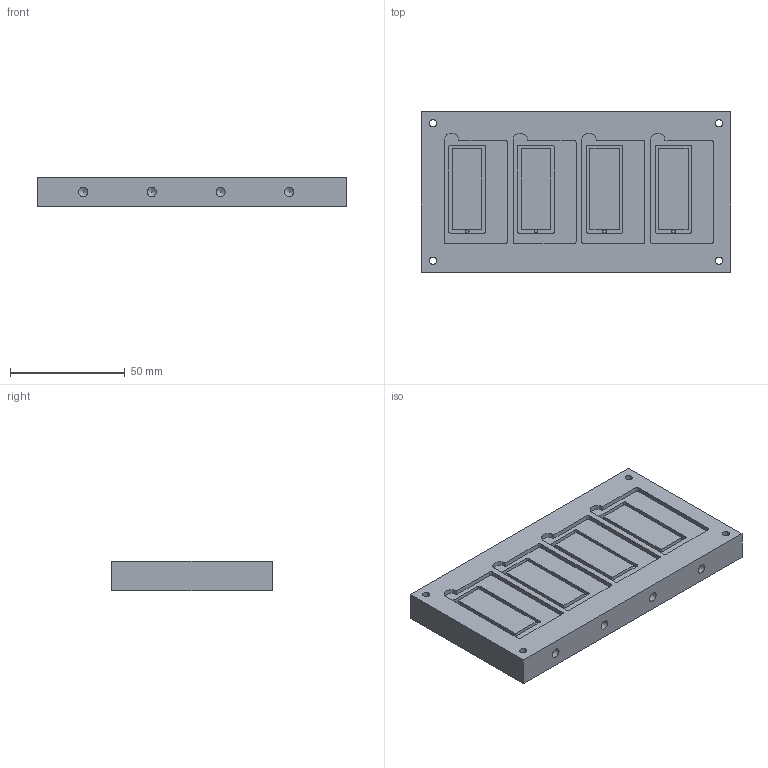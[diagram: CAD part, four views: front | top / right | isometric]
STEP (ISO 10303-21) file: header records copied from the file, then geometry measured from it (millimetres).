
FILE_DESCRIPTION(/* description */ (''),/* implementation_level */ '2;1');
FILE_NAME(/* name */ 'F10129575--_1-FIXTURE_ CMS2 ETL_ VACUUM CHUCK- SENSOR PACKAGE TOP FIXTURE.stp',/* time_stamp */ '2020-07-09T15:52:05-05:00',/* author */ (''),/* organization */ (''),/* preprocessor_version */ 'ST-DEVELOPER v16',/* originating_system */ 'SIEMENS PLM Software NX 11.0',/* authorisation */ '');
FILE_SCHEMA (('AUTOMOTIVE_DESIGN { 1 0 10303 214 3 1 1 1 }'));
Length unit declared in the file: millimetre
Products named in the file (1): F10129575--_1-FIXTURE_ CMS2 ETL_ VACUUM CHUCK- SENSOR PACKAGE TOP FIX
TURE
Bounding box: 135 x 70 x 12.7 mm (x, y, z)
Volume: 107290.3 mm3; surface area: 28330.2 mm2
Topology: 1 solids, 1 shells, 114 faces, 332 edges, 220 vertices
Faces by surface type: plane 66, cylinder 44, cone 4
Full cylindrical faces by diameter (mm): 1.587 x4, 3.175 x4, 4.039 x4
Entity records: 3760 total; most frequent: CARTESIAN_POINT 843, DIRECTION 602, ORIENTED_EDGE 576, EDGE_CURVE 288, AXIS2_PLACEMENT_3D 203, VERTEX_POINT 200, LINE 196, VECTOR 196
